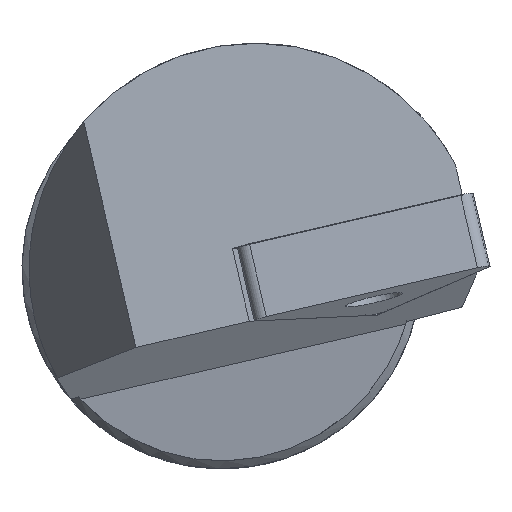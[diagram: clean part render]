
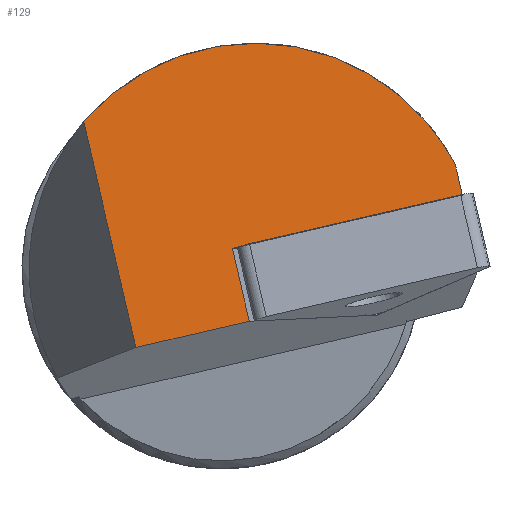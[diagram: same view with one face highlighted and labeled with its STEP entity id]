
A CAD part, front view. The second image highlights one B-rep face of the part: STEP entity #129.
In plain terms, the highlighted planar face has unit normal (-0.033, -0.995, 0.1).
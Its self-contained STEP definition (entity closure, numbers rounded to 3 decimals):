
#117=ELLIPSE('',#574,14.379,14.3);
#129=ADVANCED_FACE('',(#183),#162,.T.);
#162=PLANE('',#579);
#183=FACE_OUTER_BOUND('',#205,.T.);
#205=EDGE_LOOP('',(#271,#272,#273,#274,#275,#276));
#271=ORIENTED_EDGE('',*,*,#446,.F.);
#272=ORIENTED_EDGE('',*,*,#450,.F.);
#273=ORIENTED_EDGE('',*,*,#444,.T.);
#274=ORIENTED_EDGE('',*,*,#451,.T.);
#275=ORIENTED_EDGE('',*,*,#452,.T.);
#276=ORIENTED_EDGE('',*,*,#453,.T.);
#395=VERTEX_POINT('',#824);
#396=VERTEX_POINT('',#826);
#397=VERTEX_POINT('',#830);
#398=VERTEX_POINT('',#831);
#400=VERTEX_POINT('',#849);
#401=VERTEX_POINT('',#851);
#444=EDGE_CURVE('',#396,#395,#506,.T.);
#446=EDGE_CURVE('',#397,#398,#117,.T.);
#450=EDGE_CURVE('',#396,#397,#508,.T.);
#451=EDGE_CURVE('',#395,#400,#509,.T.);
#452=EDGE_CURVE('',#400,#401,#510,.T.);
#453=EDGE_CURVE('',#401,#398,#511,.T.);
#506=LINE('',#825,#541);
#508=LINE('',#846,#543);
#509=LINE('',#848,#544);
#510=LINE('',#850,#545);
#511=LINE('',#852,#546);
#541=VECTOR('',#649,1.);
#543=VECTOR('',#661,1.);
#544=VECTOR('',#664,1.);
#545=VECTOR('',#665,1.);
#546=VECTOR('',#666,1.);
#574=AXIS2_PLACEMENT_3D('',#829,#653,#654);
#579=AXIS2_PLACEMENT_3D('',#853,#667,#668);
#649=DIRECTION('',(0.974,-0.01,0.226));
#653=DIRECTION('',(0.033,0.994,-0.1));
#654=DIRECTION('',(-0.311,0.105,0.944));
#661=DIRECTION('',(-0.224,0.105,0.969));
#664=DIRECTION('',(-0.224,0.105,0.969));
#665=DIRECTION('',(0.974,-0.01,0.226));
#666=DIRECTION('',(-0.224,0.105,0.969));
#667=DIRECTION('',(-0.033,-0.994,0.1));
#668=DIRECTION('',(-0.974,0.01,-0.226));
#824=CARTESIAN_POINT('',(1.738,-199.519,-3.304));
#825=CARTESIAN_POINT('',(-5.438,-199.449,-4.969));
#826=CARTESIAN_POINT('',(-5.438,-199.449,-4.969));
#829=CARTESIAN_POINT('',(2.1,-199.2,0.));
#830=CARTESIAN_POINT('',(-8.739,-197.907,9.328));
#831=CARTESIAN_POINT('',(14.793,-198.96,6.586));
#846=CARTESIAN_POINT('',(-5.438,-199.449,-4.969));
#848=CARTESIAN_POINT('',(1.738,-199.519,-3.304));
#849=CARTESIAN_POINT('',(0.673,-199.022,1.308));
#850=CARTESIAN_POINT('',(0.673,-199.022,1.308));
#851=CARTESIAN_POINT('',(15.232,-199.165,4.685));
#852=CARTESIAN_POINT('',(15.232,-199.165,4.685));
#853=CARTESIAN_POINT('',(-5.438,-199.449,-4.969));
